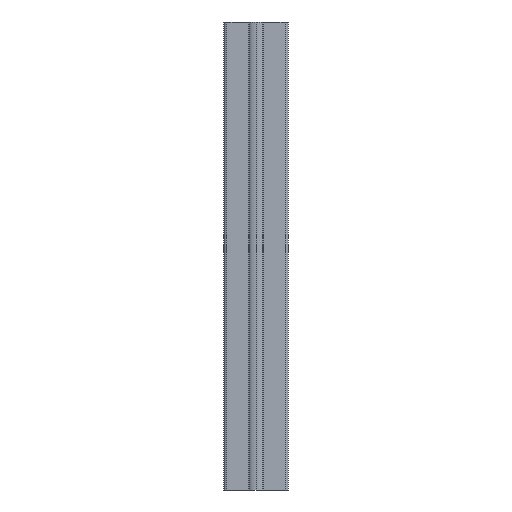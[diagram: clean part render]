
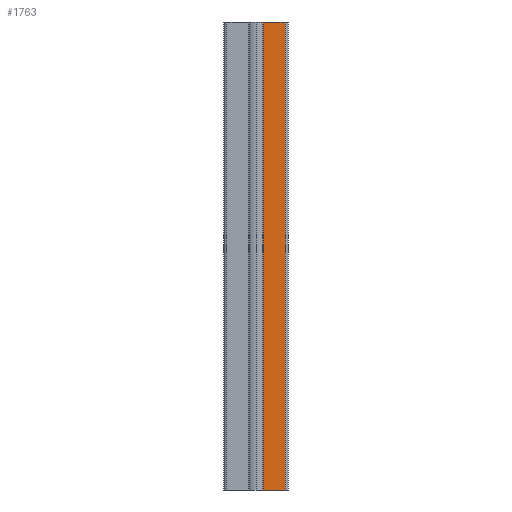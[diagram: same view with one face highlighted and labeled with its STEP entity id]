
A CAD part, front view. The second image highlights one B-rep face of the part: STEP entity #1763.
In plain terms, the highlighted planar face has unit normal (-0.001, -1, 0).
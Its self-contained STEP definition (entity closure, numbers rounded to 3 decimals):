
#112=FACE_OUTER_BOUND('',#199,.T.);
#199=EDGE_LOOP('',(#1323,#1324,#1325,#1326));
#382=LINE('',#2677,#611);
#383=LINE('',#2680,#612);
#384=LINE('',#2682,#613);
#385=LINE('',#2683,#614);
#611=VECTOR('',#2181,10.);
#612=VECTOR('',#2184,10.);
#613=VECTOR('',#2185,10.);
#614=VECTOR('',#2186,10.);
#802=VERTEX_POINT('',#2673);
#803=VERTEX_POINT('',#2675);
#804=VERTEX_POINT('',#2679);
#805=VERTEX_POINT('',#2681);
#1020=EDGE_CURVE('',#802,#803,#382,.T.);
#1021=EDGE_CURVE('',#804,#802,#383,.T.);
#1022=EDGE_CURVE('',#805,#803,#384,.T.);
#1023=EDGE_CURVE('',#804,#805,#385,.T.);
#1323=ORIENTED_EDGE('',*,*,#1021,.T.);
#1324=ORIENTED_EDGE('',*,*,#1020,.T.);
#1325=ORIENTED_EDGE('',*,*,#1022,.F.);
#1326=ORIENTED_EDGE('',*,*,#1023,.F.);
#1684=PLANE('',#1874);
#1763=ADVANCED_FACE('',(#112),#1684,.T.);
#1874=AXIS2_PLACEMENT_3D('',#2678,#2182,#2183);
#2181=DIRECTION('',(0.,0.,1.));
#2182=DIRECTION('center_axis',(-0.001,-1.,
0.));
#2183=DIRECTION('ref_axis',(1.,-0.001,0.));
#2184=DIRECTION('',(1.,-0.001,0.));
#2185=DIRECTION('',(1.,-0.001,0.));
#2186=DIRECTION('',(0.,0.,1.));
#2673=CARTESIAN_POINT('',(23.744,-26.229,0.));
#2675=CARTESIAN_POINT('',(23.744,-26.229,381.));
#2677=CARTESIAN_POINT('',(23.744,-26.229,0.));
#2678=CARTESIAN_POINT('Origin',(6.038,-26.219,0.));
#2679=CARTESIAN_POINT('',(6.038,-26.219,0.));
#2680=CARTESIAN_POINT('',(6.038,-26.219,0.));
#2681=CARTESIAN_POINT('',(6.038,-26.219,381.));
#2682=CARTESIAN_POINT('',(6.038,-26.219,381.));
#2683=CARTESIAN_POINT('',(6.038,-26.219,0.));
